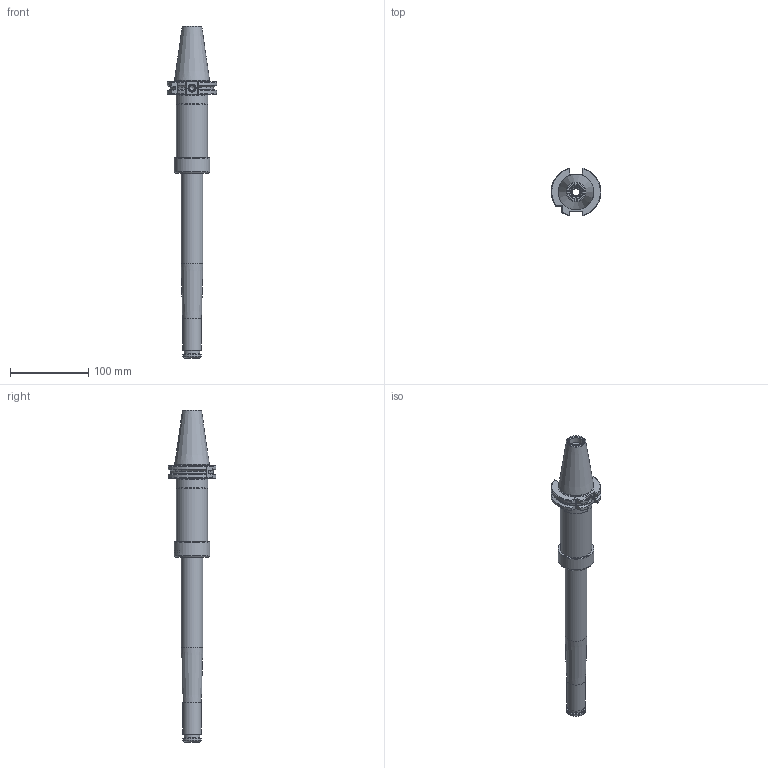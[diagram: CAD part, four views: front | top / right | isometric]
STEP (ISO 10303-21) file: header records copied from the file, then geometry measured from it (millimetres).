
FILE_DESCRIPTION(/* description */ (''),/* implementation_level */ '2;1');
FILE_NAME(/* name */ '884273190.stp',/* time_stamp */ '2023-03-15T12:07:46',/* author */ ('Ratnasingam Jekanthan'),/* organization */ ('REGO-FIX'),/* preprocessor_version */ ' Unknown',/* originating_system */ 'SIEMENS PLM Software Solid Edge ST10',/* authorization */ 'Unknown');
FILE_SCHEMA (('AUTOMOTIVE_DESIGN { 1 0 10303 214 2 1 1}'));
Length unit declared in the file: millimetre
Products named in the file (1): NOCUT
Bounding box: 63.35 x 61.01 x 423.75 mm (x, y, z)
Volume: 316684.7 mm3; surface area: 73427.3 mm2
Topology: 1 solids, 3 shells, 175 faces, 414 edges, 257 vertices
Faces by surface type: plane 56, cylinder 48, cone 46, torus 25
Full cylindrical faces by diameter (mm): 6 x1, 9 x1, 10 x2, 13 x1, 13.835 x2, 15 x1, 17 x1, 19.5 x1, 23.8 x1, 24 x2, 24.7 x1, 25 x1, 28 x1, 29 x1, 33 x1, 34 x1, 38.376 x1, 40 x1, 40.05 x1, 40.5 x1, 43.3 x1, 45.65 x1
Entity records: 5800 total; most frequent: CARTESIAN_POINT 904, DIRECTION 779, ORIENTED_EDGE 638, AXIS2_PLACEMENT_3D 334, EDGE_CURVE 319, FACE_BOUND 272, EDGE_LOOP 271, VERTEX_POINT 241
